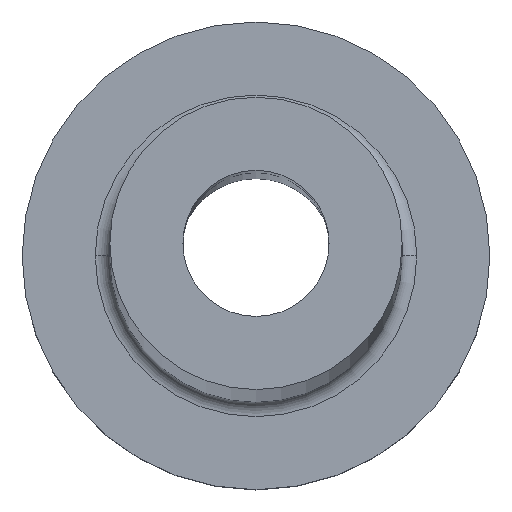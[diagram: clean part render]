
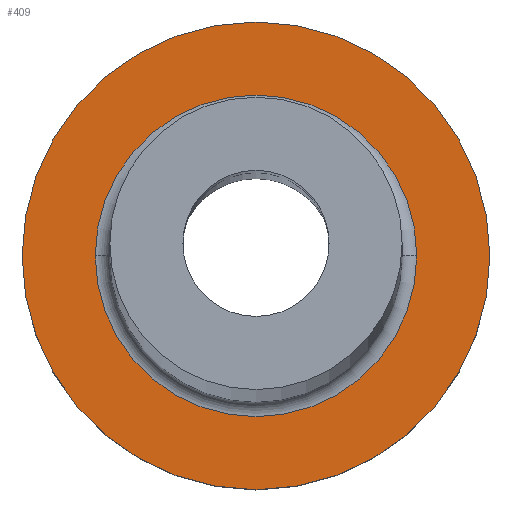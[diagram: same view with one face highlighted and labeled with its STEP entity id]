
A CAD part, top view. The second image highlights one B-rep face of the part: STEP entity #409.
In plain terms, the highlighted planar face has unit normal (0, 0, 1).
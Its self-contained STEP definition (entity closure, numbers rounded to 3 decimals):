
#4 = CIRCLE ( 'NONE', #60, 5.5 ) ;
#14 = CARTESIAN_POINT ( 'NONE',  ( -5.5, 0., 5. ) ) ;
#46 = EDGE_LOOP ( 'NONE', ( #78, #227 ) ) ;
#60 = AXIS2_PLACEMENT_3D ( 'NONE', #88, #236, #124 ) ;
#78 = ORIENTED_EDGE ( 'NONE', *, *, #217, .T. ) ;
#88 = CARTESIAN_POINT ( 'NONE',  ( 0., 0., 5. ) ) ;
#118 = CARTESIAN_POINT ( 'NONE',  ( 5.5, 0., 5. ) ) ;
#124 = DIRECTION ( 'NONE',  ( 1., 0., 0. ) ) ;
#134 = FACE_BOUND ( 'NONE', #46, .T. ) ;
#161 = DIRECTION ( 'NONE',  ( 0., 0., 1. ) ) ;
#194 = CIRCLE ( 'NONE', #323, 5.5 ) ;
#217 = EDGE_CURVE ( 'NONE', #255, #394, #194, .T. ) ;
#218 = DIRECTION ( 'NONE',  ( 0., 0., 1. ) ) ;
#223 = CIRCLE ( 'NONE', #362, 8. ) ;
#227 = ORIENTED_EDGE ( 'NONE', *, *, #426, .T. ) ;
#228 = FACE_OUTER_BOUND ( 'NONE', #402, .T. ) ;
#236 = DIRECTION ( 'NONE',  ( 0., 0., -1. ) ) ;
#255 = VERTEX_POINT ( 'NONE', #118 ) ;
#256 = CARTESIAN_POINT ( 'NONE',  ( 8., 0., 5. ) ) ;
#262 = CARTESIAN_POINT ( 'NONE',  ( 0., 0., 5. ) ) ;
#266 = DIRECTION ( 'NONE',  ( 0., 0., 1. ) ) ;
#269 = PLANE ( 'NONE',  #331 ) ;
#272 = CIRCLE ( 'NONE', #310, 8. ) ;
#284 = VERTEX_POINT ( 'NONE', #256 ) ;
#288 = DIRECTION ( 'NONE',  ( 1., 0., 0. ) ) ;
#293 = DIRECTION ( 'NONE',  ( 1., 0., 0. ) ) ;
#310 = AXIS2_PLACEMENT_3D ( 'NONE', #262, #218, #288 ) ;
#318 = EDGE_CURVE ( 'NONE', #433, #284, #223, .T. ) ;
#319 = DIRECTION ( 'NONE',  ( 1., 0., 0. ) ) ;
#323 = AXIS2_PLACEMENT_3D ( 'NONE', #355, #361, #319 ) ;
#325 = ORIENTED_EDGE ( 'NONE', *, *, #318, .T. ) ;
#329 = ORIENTED_EDGE ( 'NONE', *, *, #335, .T. ) ;
#331 = AXIS2_PLACEMENT_3D ( 'NONE', #371, #266, #406 ) ;
#335 = EDGE_CURVE ( 'NONE', #284, #433, #272, .T. ) ;
#341 = CARTESIAN_POINT ( 'NONE',  ( -8., 0., 5. ) ) ;
#355 = CARTESIAN_POINT ( 'NONE',  ( 0., 0., 5. ) ) ;
#361 = DIRECTION ( 'NONE',  ( 0., 0., -1. ) ) ;
#362 = AXIS2_PLACEMENT_3D ( 'NONE', #398, #161, #293 ) ;
#371 = CARTESIAN_POINT ( 'NONE',  ( 0., 0., 5. ) ) ;
#394 = VERTEX_POINT ( 'NONE', #14 ) ;
#398 = CARTESIAN_POINT ( 'NONE',  ( 0., 0., 5. ) ) ;
#402 = EDGE_LOOP ( 'NONE', ( #325, #329 ) ) ;
#406 = DIRECTION ( 'NONE',  ( 1., 0., 0. ) ) ;
#409 = ADVANCED_FACE ( 'NONE', ( #134, #228 ), #269, .T. ) ;
#426 = EDGE_CURVE ( 'NONE', #394, #255, #4, .T. ) ;
#433 = VERTEX_POINT ( 'NONE', #341 ) ;
